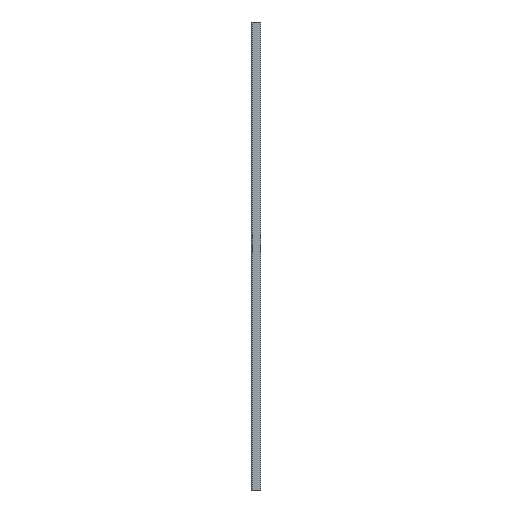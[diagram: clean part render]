
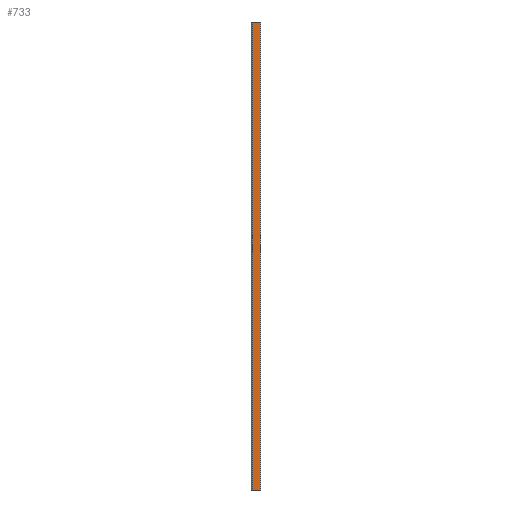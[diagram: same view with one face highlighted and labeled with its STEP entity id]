
A CAD part, left-side view. The second image highlights one B-rep face of the part: STEP entity #733.
In plain terms, the highlighted face is planar.
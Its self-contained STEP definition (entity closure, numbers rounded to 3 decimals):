
#125 = PLANE ( 'NONE',  #573 ) ;
#176 = CARTESIAN_POINT ( 'NONE',  ( -1500., 54., 0. ) ) ;
#267 = LINE ( 'NONE', #1272, #873 ) ;
#309 = DIRECTION ( 'NONE',  ( 0., 1., 0. ) ) ;
#313 = EDGE_CURVE ( 'NONE', #448, #686, #1045, .T. ) ;
#335 = EDGE_LOOP ( 'NONE', ( #455, #1569, #1214, #780 ) ) ;
#379 = CARTESIAN_POINT ( 'NONE',  ( -1500., 2.5, 0. ) ) ;
#448 = VERTEX_POINT ( 'NONE', #1051 ) ;
#455 = ORIENTED_EDGE ( 'NONE', *, *, #844, .T. ) ;
#475 = EDGE_CURVE ( 'NONE', #448, #1083, #267, .T. ) ;
#494 = DIRECTION ( 'NONE',  ( 0., 0., 1. ) ) ;
#536 = CARTESIAN_POINT ( 'NONE',  ( 1500., 54., 0. ) ) ;
#573 = AXIS2_PLACEMENT_3D ( 'NONE', #594, #494, #950 ) ;
#584 = LINE ( 'NONE', #379, #806 ) ;
#589 = CARTESIAN_POINT ( 'NONE',  ( 1500., 2.5, 0. ) ) ;
#594 = CARTESIAN_POINT ( 'NONE',  ( 1500., 2.5, 0. ) ) ;
#638 = VERTEX_POINT ( 'NONE', #176 ) ;
#686 = VERTEX_POINT ( 'NONE', #536 ) ;
#715 = VECTOR ( 'NONE', #309, 1000. ) ;
#733 = ADVANCED_FACE ( 'NONE', ( #1249 ), #125, .F. ) ;
#780 = ORIENTED_EDGE ( 'NONE', *, *, #475, .T. ) ;
#806 = VECTOR ( 'NONE', #962, 1000. ) ;
#844 = EDGE_CURVE ( 'NONE', #1083, #638, #584, .T. ) ;
#873 = VECTOR ( 'NONE', #1251, 1000. ) ;
#943 = VECTOR ( 'NONE', #1029, 1000. ) ;
#950 = DIRECTION ( 'NONE',  ( 0., -1., 0. ) ) ;
#962 = DIRECTION ( 'NONE',  ( 0., 1., 0. ) ) ;
#978 = CARTESIAN_POINT ( 'NONE',  ( -1500., 2.5, 0. ) ) ;
#1029 = DIRECTION ( 'NONE',  ( -1., 0., 0. ) ) ;
#1045 = LINE ( 'NONE', #589, #715 ) ;
#1051 = CARTESIAN_POINT ( 'NONE',  ( 1500., 2.5, 0. ) ) ;
#1074 = EDGE_CURVE ( 'NONE', #686, #638, #1217, .T. ) ;
#1083 = VERTEX_POINT ( 'NONE', #978 ) ;
#1214 = ORIENTED_EDGE ( 'NONE', *, *, #313, .F. ) ;
#1216 = CARTESIAN_POINT ( 'NONE',  ( 1500., 54., 0. ) ) ;
#1217 = LINE ( 'NONE', #1216, #943 ) ;
#1249 = FACE_OUTER_BOUND ( 'NONE', #335, .T. ) ;
#1251 = DIRECTION ( 'NONE',  ( -1., 0., 0. ) ) ;
#1272 = CARTESIAN_POINT ( 'NONE',  ( 1500., 2.5, 0. ) ) ;
#1569 = ORIENTED_EDGE ( 'NONE', *, *, #1074, .F. ) ;
